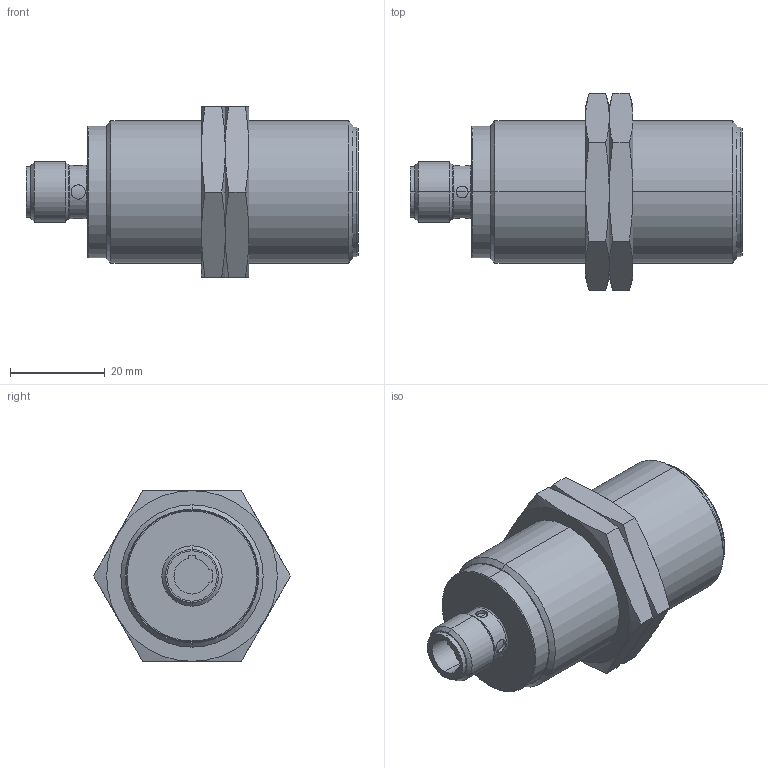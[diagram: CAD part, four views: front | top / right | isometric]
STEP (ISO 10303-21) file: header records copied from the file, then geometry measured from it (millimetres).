
FILE_DESCRIPTION (( 'STEP AP214' ), '1' );
FILE_NAME ('VFT1-A0-1M.step', '2018-04-17T20:05:54', ( '' ), ( '' ), 'SwSTEP 2.0', 'SolidWorks 2017', '' );
FILE_SCHEMA (( 'AUTOMOTIVE_DESIGN' ));
Length unit declared in the file: inch
Products named in the file (1): VFT1-A0-1M
Bounding box: 70 x 41.57 x 36 mm (x, y, z)
Volume: 45485.3 mm3; surface area: 11172.4 mm2
Topology: 3 solids, 3 shells, 102 faces, 232 edges, 144 vertices
Faces by surface type: cylinder 44, plane 28, cone 24, bspline 6
Entity records: 4772 total; most frequent: CARTESIAN_POINT 1125, DIRECTION 472, ORIENTED_EDGE 464, EDGE_CURVE 232, AXIS2_PLACEMENT_3D 191, VERTEX_POINT 144, EDGE_LOOP 114, UNCERTAINTY_MEASURE_WITH_UNIT 107
